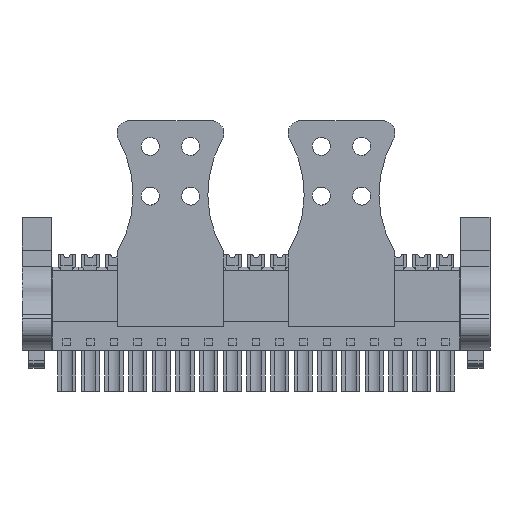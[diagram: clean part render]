
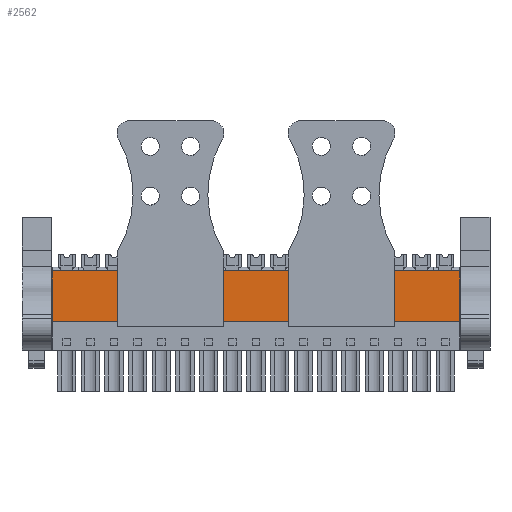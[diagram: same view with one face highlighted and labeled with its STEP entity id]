
A CAD part, front view. The second image highlights one B-rep face of the part: STEP entity #2562.
In plain terms, the highlighted planar face has unit normal (0, -1, 0).
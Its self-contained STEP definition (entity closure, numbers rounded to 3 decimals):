
#2542=AXIS2_PLACEMENT_3D('Plane Axis2P3D',#2539,#2540,#2541) ;
#77=CARTESIAN_POINT('Vertex',(4.9,2.029,11.25)) ;
#80=CARTESIAN_POINT('Line Origine',(4.9,2.029,15.325)) ;
#84=CARTESIAN_POINT('Vertex',(4.9,2.029,19.4)) ;
#2524=CARTESIAN_POINT('Vertex',(70.46,2.029,11.25)) ;
#2527=CARTESIAN_POINT('Line Origine',(37.68,2.029,11.25)) ;
#2539=CARTESIAN_POINT('Axis2P3D Location',(39.09,2.029,19.4)) ;
#2544=CARTESIAN_POINT('Line Origine',(70.46,2.029,15.325)) ;
#2548=CARTESIAN_POINT('Vertex',(70.46,2.029,19.4)) ;
#2551=CARTESIAN_POINT('Line Origine',(37.68,2.029,19.4)) ;
#81=DIRECTION('Vector Direction',(0.,0.,1.)) ;
#2528=DIRECTION('Vector Direction',(1.,0.,0.)) ;
#2540=DIRECTION('Axis2P3D Direction',(0.,-1.,0.)) ;
#2541=DIRECTION('Axis2P3D XDirection',(0.,0.,-1.)) ;
#2545=DIRECTION('Vector Direction',(0.,0.,-1.)) ;
#2552=DIRECTION('Vector Direction',(1.,0.,0.)) ;
#82=VECTOR('Line Direction',#81,1.) ;
#2529=VECTOR('Line Direction',#2528,1.) ;
#2546=VECTOR('Line Direction',#2545,1.) ;
#2553=VECTOR('Line Direction',#2552,1.) ;
#2557=ORIENTED_EDGE('',*,*,#2531,.T.) ;
#2558=ORIENTED_EDGE('',*,*,#2550,.F.) ;
#2559=ORIENTED_EDGE('',*,*,#2555,.F.) ;
#2560=ORIENTED_EDGE('',*,*,#86,.F.) ;
#2562=ADVANCED_FACE('HOUSING',(#2561),#2543,.T.) ;
#86=EDGE_CURVE('',#78,#85,#83,.T.) ;
#2531=EDGE_CURVE('',#78,#2525,#2530,.T.) ;
#2550=EDGE_CURVE('',#2549,#2525,#2547,.T.) ;
#2555=EDGE_CURVE('',#85,#2549,#2554,.T.) ;
#2556=EDGE_LOOP('',(#2557,#2558,#2559,#2560)) ;
#2561=FACE_OUTER_BOUND('',#2556,.T.) ;
#83=LINE('Line',#80,#82) ;
#2530=LINE('Line',#2527,#2529) ;
#2547=LINE('Line',#2544,#2546) ;
#2554=LINE('Line',#2551,#2553) ;
#2543=PLANE('',#2542) ;
#78=VERTEX_POINT('',#77) ;
#85=VERTEX_POINT('',#84) ;
#2525=VERTEX_POINT('',#2524) ;
#2549=VERTEX_POINT('',#2548) ;
